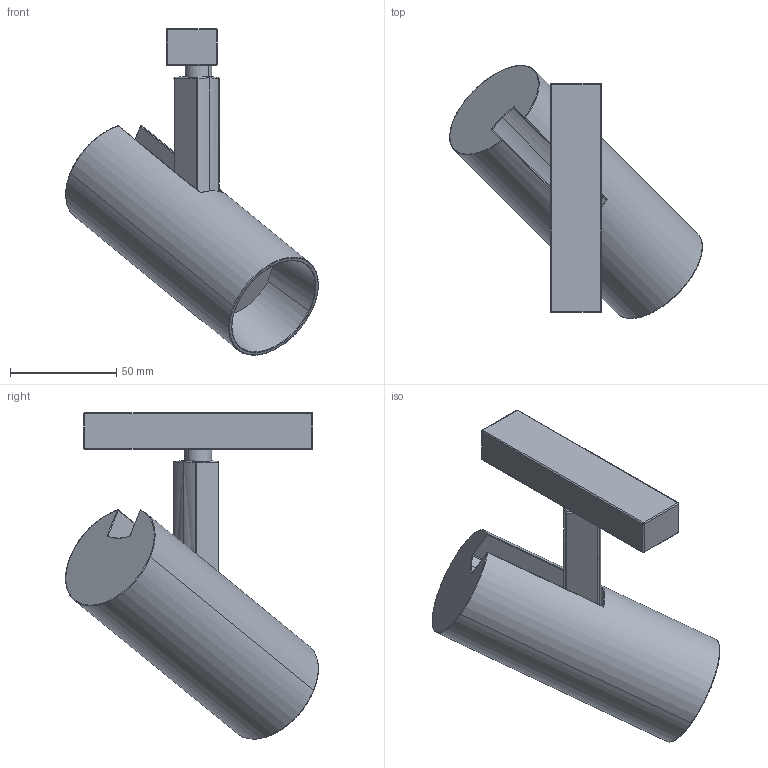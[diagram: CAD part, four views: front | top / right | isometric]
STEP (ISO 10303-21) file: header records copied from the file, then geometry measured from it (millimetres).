
FILE_DESCRIPTION(/* description */ (''),/* implementation_level */ '2;1');
FILE_NAME(/* name */ 'Vector Magnetic 55',/* time_stamp */ '2023-02-21T17:51:06+01:00',/* author */ (''),/* organization */ (''),/* preprocessor_version */ 'ST-DEVELOPER v16.5',/* originating_system */ 'Rhino 7.27',/* authorisation */ '');
FILE_SCHEMA (('AUTOMOTIVE_DESIGN'));
Length unit declared in the file: millimetre
Products named in the file (1): Document
Bounding box: 119.2 x 119.26 x 153.95 mm (x, y, z)
Surface area: 43053.1 mm2 (no closed solid volume)
Topology: 0 solids, 1 shells, 90 faces, 203 edges, 112 vertices
Faces by surface type: bspline 49, plane 21, cylinder 20
Entity records: 3260 total; most frequent: CARTESIAN_POINT 2028, ORIENTED_EDGE 397, EDGE_CURVE 199, VERTEX_POINT 112, EDGE_LOOP 92, B_SPLINE_CURVE_WITH_KNOTS 91, ADVANCED_FACE 90, FACE_OUTER_BOUND 90
